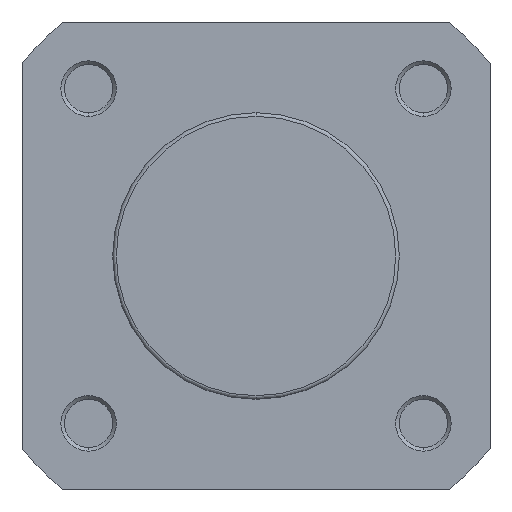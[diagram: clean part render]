
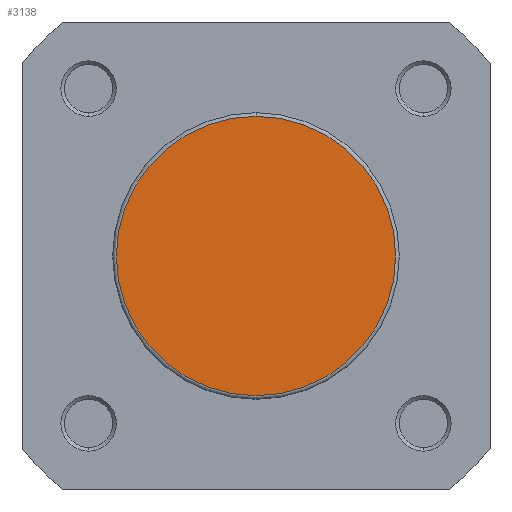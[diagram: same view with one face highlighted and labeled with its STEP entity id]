
A CAD part, left-side view. The second image highlights one B-rep face of the part: STEP entity #3138.
In plain terms, the highlighted planar face has unit normal (-1, 0, 0).
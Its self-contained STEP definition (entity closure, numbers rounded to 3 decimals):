
#199 = EDGE_LOOP ( 'NONE', ( #6247, #6248 ) ) ;
#897 = CIRCLE ( 'NONE', #2726, 19.4 ) ;
#981 = CIRCLE ( 'NONE', #2757, 19.4 ) ;
#1787 = CARTESIAN_POINT ( 'NONE',  ( 0., 0., 19.4 ) ) ;
#1819 = CARTESIAN_POINT ( 'NONE',  ( 0., 0., -19.4 ) ) ;
#2529 = EDGE_CURVE ( 'NONE', #4944, #4971, #897, .T. ) ;
#2588 = EDGE_CURVE ( 'NONE', #4971, #4944, #981, .T. ) ;
#2726 = AXIS2_PLACEMENT_3D ( 'NONE', #3488, #3489, #3490 ) ;
#2757 = AXIS2_PLACEMENT_3D ( 'NONE', #3631, #3638, #3639 ) ;
#2888 = AXIS2_PLACEMENT_3D ( 'NONE', #4090, #4092, #4093 ) ;
#3138 = ADVANCED_FACE ( 'NONE', ( #4508 ), #4091, .F. ) ;
#3488 = CARTESIAN_POINT ( 'NONE',  ( 0., 0., 0. ) ) ;
#3489 = DIRECTION ( 'NONE',  ( -1., 0., 0. ) ) ;
#3490 = DIRECTION ( 'NONE',  ( 0., 0., -1. ) ) ;
#3631 = CARTESIAN_POINT ( 'NONE',  ( 0., 0., 0. ) ) ;
#3638 = DIRECTION ( 'NONE',  ( -1., 0., 0. ) ) ;
#3639 = DIRECTION ( 'NONE',  ( 0., 0., -1. ) ) ;
#4090 = CARTESIAN_POINT ( 'NONE',  ( 0., 19.9, 0. ) ) ;
#4091 = PLANE ( 'NONE',  #2888 ) ;
#4092 = DIRECTION ( 'NONE',  ( 1., 0., 0. ) ) ;
#4093 = DIRECTION ( 'NONE',  ( 0., 0., -1. ) ) ;
#4508 = FACE_OUTER_BOUND ( 'NONE', #199, .T. ) ;
#4944 = VERTEX_POINT ( 'NONE', #1787 ) ;
#4971 = VERTEX_POINT ( 'NONE', #1819 ) ;
#6247 = ORIENTED_EDGE ( 'NONE', *, *, #2588, .T. ) ;
#6248 = ORIENTED_EDGE ( 'NONE', *, *, #2529, .T. ) ;
